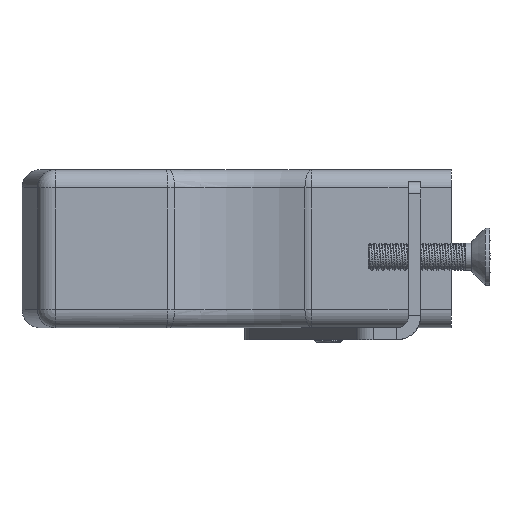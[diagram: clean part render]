
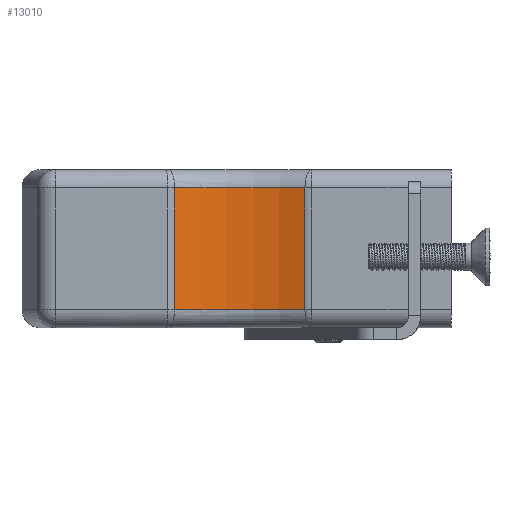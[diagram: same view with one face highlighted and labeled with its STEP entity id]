
A CAD part, front view. The second image highlights one B-rep face of the part: STEP entity #13010.
In plain terms, the highlighted cylindrical face has radius 14.625 mm (diameter 29.25 mm), a partial arc.
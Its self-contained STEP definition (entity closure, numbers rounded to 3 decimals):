
#1363 = ORIENTED_EDGE ( 'NONE', *, *, #22725, .T. ) ;
#1463 = CARTESIAN_POINT ( 'NONE',  ( -22.767, -12.395, 5. ) ) ;
#2355 = CARTESIAN_POINT ( 'NONE',  ( -12.033, -12.395, -5. ) ) ;
#2555 = CARTESIAN_POINT ( 'NONE',  ( -12.033, -12.395, 6.5 ) ) ;
#2813 = CIRCLE ( 'NONE', #20039, 14.625 ) ;
#3150 = DIRECTION ( 'NONE',  ( 0., 0., -1. ) ) ;
#3383 = VERTEX_POINT ( 'NONE', #1463 ) ;
#5016 = VERTEX_POINT ( 'NONE', #2355 ) ;
#5062 = DIRECTION ( 'NONE',  ( 0., 0., 1. ) ) ;
#5843 = DIRECTION ( 'NONE',  ( 0., 0., -1. ) ) ;
#5906 = ORIENTED_EDGE ( 'NONE', *, *, #8161, .T. ) ;
#5925 = CARTESIAN_POINT ( 'NONE',  ( -22.767, -12.395, -5. ) ) ;
#7187 = EDGE_CURVE ( 'NONE', #14594, #5016, #10435, .T. ) ;
#7609 = DIRECTION ( 'NONE',  ( 0., 0., -1. ) ) ;
#8161 = EDGE_CURVE ( 'NONE', #13717, #5016, #22794, .T. ) ;
#8284 = VECTOR ( 'NONE', #7609, 1000. ) ;
#9235 = CARTESIAN_POINT ( 'NONE',  ( -17.4, -26., 5. ) ) ;
#10435 = LINE ( 'NONE', #2555, #22258 ) ;
#12002 = CARTESIAN_POINT ( 'NONE',  ( -17.4, -26., -5. ) ) ;
#12945 = EDGE_CURVE ( 'NONE', #14594, #3383, #2813, .T. ) ;
#13010 = ADVANCED_FACE ( 'NONE', ( #17740 ), #18062, .F. ) ;
#13717 = VERTEX_POINT ( 'NONE', #5925 ) ;
#14594 = VERTEX_POINT ( 'NONE', #16602 ) ;
#15145 = DIRECTION ( 'NONE',  ( 1., 0., 0. ) ) ;
#15226 = DIRECTION ( 'NONE',  ( -1., 0., 0. ) ) ;
#15605 = CARTESIAN_POINT ( 'NONE',  ( -22.767, -12.395, 6.5 ) ) ;
#16602 = CARTESIAN_POINT ( 'NONE',  ( -12.033, -12.395, 5. ) ) ;
#17191 = ORIENTED_EDGE ( 'NONE', *, *, #12945, .T. ) ;
#17740 = FACE_OUTER_BOUND ( 'NONE', #19574, .T. ) ;
#18062 = CYLINDRICAL_SURFACE ( 'NONE', #25022, 14.625 ) ;
#18715 = ORIENTED_EDGE ( 'NONE', *, *, #7187, .F. ) ;
#18887 = CARTESIAN_POINT ( 'NONE',  ( -17.4, -26., 6.5 ) ) ;
#19009 = AXIS2_PLACEMENT_3D ( 'NONE', #12002, #5843, #19756 ) ;
#19574 = EDGE_LOOP ( 'NONE', ( #1363, #5906, #18715, #17191 ) ) ;
#19756 = DIRECTION ( 'NONE',  ( 1., 0., 0. ) ) ;
#20039 = AXIS2_PLACEMENT_3D ( 'NONE', #9235, #5062, #15145 ) ;
#21956 = LINE ( 'NONE', #15605, #8284 ) ;
#22258 = VECTOR ( 'NONE', #22465, 1000. ) ;
#22465 = DIRECTION ( 'NONE',  ( 0., 0., -1. ) ) ;
#22725 = EDGE_CURVE ( 'NONE', #3383, #13717, #21956, .T. ) ;
#22794 = CIRCLE ( 'NONE', #19009, 14.625 ) ;
#25022 = AXIS2_PLACEMENT_3D ( 'NONE', #18887, #3150, #15226 ) ;
